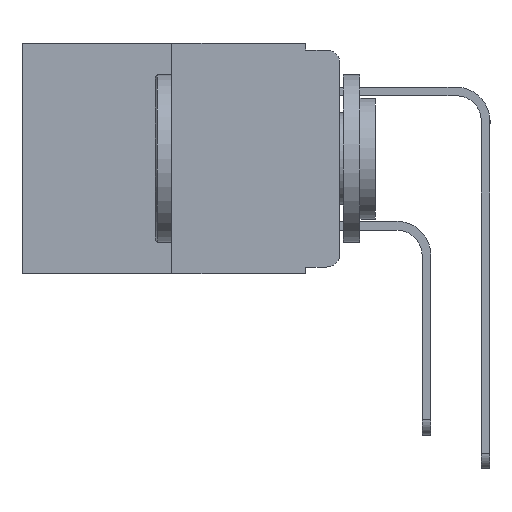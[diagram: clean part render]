
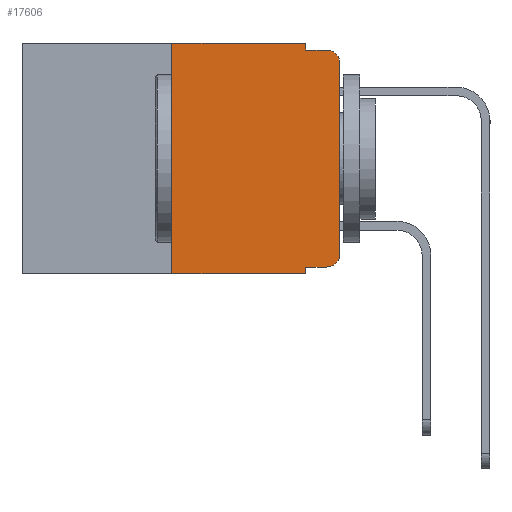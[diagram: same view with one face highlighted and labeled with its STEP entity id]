
A CAD part, left-side view. The second image highlights one B-rep face of the part: STEP entity #17606.
In plain terms, the highlighted planar face has unit normal (-1, 0, 0).
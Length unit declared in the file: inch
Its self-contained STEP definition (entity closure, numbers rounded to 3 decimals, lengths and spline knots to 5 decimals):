
#191 = VECTOR ( 'NONE', #10256, 39.37008 ) ;
#383 = LINE ( 'NONE', #1424, #17867 ) ;
#701 = CARTESIAN_POINT ( 'NONE',  ( 0., 0.02, -0.03 ) ) ;
#865 = CARTESIAN_POINT ( 'NONE',  ( 0., 0.051, -0.333 ) ) ;
#1042 = ORIENTED_EDGE ( 'NONE', *, *, #17569, .T. ) ;
#1424 = CARTESIAN_POINT ( 'NONE',  ( 0., 0., 0. ) ) ;
#1739 = CIRCLE ( 'NONE', #8900, 0.02 ) ;
#1791 = CARTESIAN_POINT ( 'NONE',  ( 0., 0.25, 0. ) ) ;
#1932 = VERTEX_POINT ( 'NONE', #3323 ) ;
#2234 = VERTEX_POINT ( 'NONE', #9603 ) ;
#2435 = DIRECTION ( 'NONE',  ( 0., 0., -1. ) ) ;
#2511 = DIRECTION ( 'NONE',  ( 0., 0., -1. ) ) ;
#3323 = CARTESIAN_POINT ( 'NONE',  ( 0., 0., -0.03 ) ) ;
#4338 = CARTESIAN_POINT ( 'NONE',  ( 0., 0.051, -0.333 ) ) ;
#4770 = CARTESIAN_POINT ( 'NONE',  ( 0., 0., -0.313 ) ) ;
#4842 = DIRECTION ( 'NONE',  ( 0., 0., 1. ) ) ;
#4865 = VERTEX_POINT ( 'NONE', #15675 ) ;
#5056 = ORIENTED_EDGE ( 'NONE', *, *, #8544, .T. ) ;
#5306 = AXIS2_PLACEMENT_3D ( 'NONE', #701, #12593, #2435 ) ;
#6111 = ORIENTED_EDGE ( 'NONE', *, *, #15310, .F. ) ;
#6161 = DIRECTION ( 'NONE',  ( -1., 0., 0. ) ) ;
#6241 = EDGE_CURVE ( 'NONE', #9245, #18618, #1739, .T. ) ;
#6921 = LINE ( 'NONE', #13144, #10942 ) ;
#7606 = VECTOR ( 'NONE', #17701, 39.37008 ) ;
#8103 = VERTEX_POINT ( 'NONE', #19999 ) ;
#8139 = LINE ( 'NONE', #12641, #7606 ) ;
#8195 = CARTESIAN_POINT ( 'NONE',  ( 0., 0.051, -0.343 ) ) ;
#8544 = EDGE_CURVE ( 'NONE', #14349, #9245, #10136, .T. ) ;
#8693 = CARTESIAN_POINT ( 'NONE',  ( 0., 0.051, 0. ) ) ;
#8705 = EDGE_CURVE ( 'NONE', #8103, #4865, #6921, .T. ) ;
#8796 = ORIENTED_EDGE ( 'NONE', *, *, #8705, .F. ) ;
#8900 = AXIS2_PLACEMENT_3D ( 'NONE', #16285, #6161, #17958 ) ;
#9245 = VERTEX_POINT ( 'NONE', #14476 ) ;
#9603 = CARTESIAN_POINT ( 'NONE',  ( 0., 0.02, -0.01 ) ) ;
#9609 = LINE ( 'NONE', #19158, #17994 ) ;
#9680 = EDGE_CURVE ( 'NONE', #14349, #18640, #9609, .T. ) ;
#9764 = VECTOR ( 'NONE', #10384, 39.37008 ) ;
#9884 = AXIS2_PLACEMENT_3D ( 'NONE', #10976, #12666, #2511 ) ;
#10059 = EDGE_LOOP ( 'NONE', ( #20807, #1042, #6111, #15627, #8796, #14870, #12504, #13022, #5056, #17228 ) ) ;
#10136 = LINE ( 'NONE', #4338, #14100 ) ;
#10163 = FACE_OUTER_BOUND ( 'NONE', #10059, .T. ) ;
#10256 = DIRECTION ( 'NONE',  ( 0., 0., 1. ) ) ;
#10384 = DIRECTION ( 'NONE',  ( 0., 0., -1. ) ) ;
#10821 = EDGE_CURVE ( 'NONE', #19067, #8103, #18184, .T. ) ;
#10942 = VECTOR ( 'NONE', #16587, 39.37008 ) ;
#10953 = CARTESIAN_POINT ( 'NONE',  ( 0., 0.051, -0.01 ) ) ;
#10976 = CARTESIAN_POINT ( 'NONE',  ( 0., 0.473, 0. ) ) ;
#11090 = CARTESIAN_POINT ( 'NONE',  ( 0., 0.25, -0.343 ) ) ;
#12228 = EDGE_CURVE ( 'NONE', #19067, #18640, #8139, .T. ) ;
#12504 = ORIENTED_EDGE ( 'NONE', *, *, #12228, .T. ) ;
#12593 = DIRECTION ( 'NONE',  ( -1., 0., 0. ) ) ;
#12641 = CARTESIAN_POINT ( 'NONE',  ( 0., 0.473, -0.343 ) ) ;
#12642 = DIRECTION ( 'NONE',  ( 0., -1., 0. ) ) ;
#12666 = DIRECTION ( 'NONE',  ( 1., 0., 0. ) ) ;
#13022 = ORIENTED_EDGE ( 'NONE', *, *, #9680, .F. ) ;
#13144 = CARTESIAN_POINT ( 'NONE',  ( 0., 0.473, 0. ) ) ;
#13398 = VECTOR ( 'NONE', #12642, 39.37008 ) ;
#14100 = VECTOR ( 'NONE', #17847, 39.37008 ) ;
#14205 = EDGE_CURVE ( 'NONE', #4865, #15917, #19706, .T. ) ;
#14349 = VERTEX_POINT ( 'NONE', #865 ) ;
#14476 = CARTESIAN_POINT ( 'NONE',  ( 0., 0.02, -0.333 ) ) ;
#14870 = ORIENTED_EDGE ( 'NONE', *, *, #10821, .F. ) ;
#15310 = EDGE_CURVE ( 'NONE', #15917, #2234, #18349, .T. ) ;
#15627 = ORIENTED_EDGE ( 'NONE', *, *, #14205, .F. ) ;
#15675 = CARTESIAN_POINT ( 'NONE',  ( 0., 0.051, 0. ) ) ;
#15917 = VERTEX_POINT ( 'NONE', #17602 ) ;
#16285 = CARTESIAN_POINT ( 'NONE',  ( 0., 0.02, -0.313 ) ) ;
#16587 = DIRECTION ( 'NONE',  ( 0., -1., 0. ) ) ;
#17228 = ORIENTED_EDGE ( 'NONE', *, *, #6241, .T. ) ;
#17569 = EDGE_CURVE ( 'NONE', #1932, #2234, #19590, .T. ) ;
#17602 = CARTESIAN_POINT ( 'NONE',  ( 0., 0.051, -0.01 ) ) ;
#17606 = ADVANCED_FACE ( 'NONE', ( #10163 ), #20953, .F. ) ;
#17701 = DIRECTION ( 'NONE',  ( 0., -1., 0. ) ) ;
#17847 = DIRECTION ( 'NONE',  ( 0., -1., 0. ) ) ;
#17867 = VECTOR ( 'NONE', #4842, 39.37008 ) ;
#17958 = DIRECTION ( 'NONE',  ( 0., 0., -1. ) ) ;
#17994 = VECTOR ( 'NONE', #20812, 39.37008 ) ;
#18184 = LINE ( 'NONE', #1791, #191 ) ;
#18349 = LINE ( 'NONE', #10953, #13398 ) ;
#18618 = VERTEX_POINT ( 'NONE', #4770 ) ;
#18640 = VERTEX_POINT ( 'NONE', #8195 ) ;
#18648 = EDGE_CURVE ( 'NONE', #18618, #1932, #383, .T. ) ;
#19067 = VERTEX_POINT ( 'NONE', #11090 ) ;
#19158 = CARTESIAN_POINT ( 'NONE',  ( 0., 0.051, 0. ) ) ;
#19590 = CIRCLE ( 'NONE', #5306, 0.02 ) ;
#19706 = LINE ( 'NONE', #8693, #9764 ) ;
#19999 = CARTESIAN_POINT ( 'NONE',  ( 0., 0.25, 0. ) ) ;
#20807 = ORIENTED_EDGE ( 'NONE', *, *, #18648, .T. ) ;
#20812 = DIRECTION ( 'NONE',  ( 0., 0., -1. ) ) ;
#20953 = PLANE ( 'NONE',  #9884 ) ;
